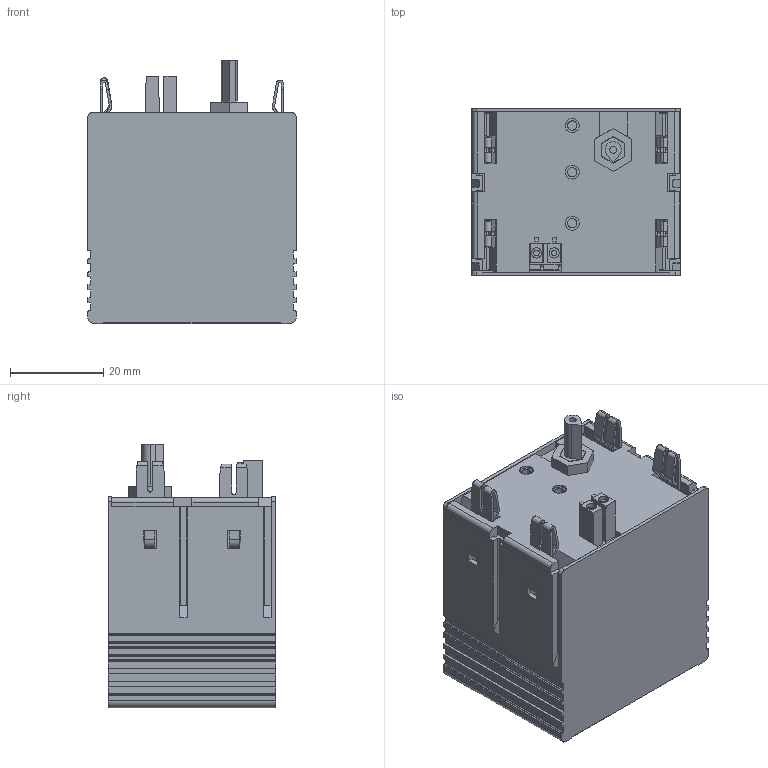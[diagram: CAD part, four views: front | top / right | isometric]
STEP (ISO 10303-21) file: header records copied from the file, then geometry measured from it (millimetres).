
FILE_DESCRIPTION (( 'STEP AP214' ), '1' );
FILE_NAME ('1104-16-100-1-E.STEP', '2019-01-25T20:25:29', ( '' ), ( '' ), 'SwSTEP 2.0', 'SolidWorks 2018', '' );
FILE_SCHEMA (( 'AUTOMOTIVE_DESIGN' ));
Length unit declared in the file: inch
Products named in the file (30): Imported_58^Module_1104-16-100-1; Imported_1^Module_1104-16-100-1; Imported_17^Module_1104-16-100-1; Imported_44^Module_1104-16-100-1; Imported_47^Module_1104-16-100-1; Imported_46^Module_1104-16-100-1; 2003-3237; Imported_52^Module_1104-16-100-1; Imported_53^Module_1104-16-100-1; Imported_3^Module_1104-16-100-1; Imported_49^Module_1104-16-100-1; 1104-16-100-1-E; Module^1104-16-100-1; Imported_10^Module_1104-16-100-1; Imported^Module_1104-16-100-1; Imported_45^Module_1104-16-100-1
Assembly tree (15 placements, depth 3):
  Imported_58^Module_1104-16-100-1
  Imported_1^Module_1104-16-100-1
  Imported_17^Module_1104-16-100-1
  Imported_47^Module_1104-16-100-1
  Imported_46^Module_1104-16-100-1
Bounding box: 44.8 x 36 x 56.7 mm (x, y, z)
Volume: 17489.8 mm3; surface area: 35258 mm2
Topology: 14 solids, 14 shells, 2283 faces, 6330 edges, 4202 vertices
Faces by surface type: plane 1619, bspline 387, cylinder 277
Entity records: 114635 total; most frequent: CARTESIAN_POINT 34467, ORIENTED_EDGE 12640, DIRECTION 9896, EDGE_CURVE 6320, LINE 4948, VECTOR 4948, VERTEX_POINT 4202, EDGE_LOOP 2496
